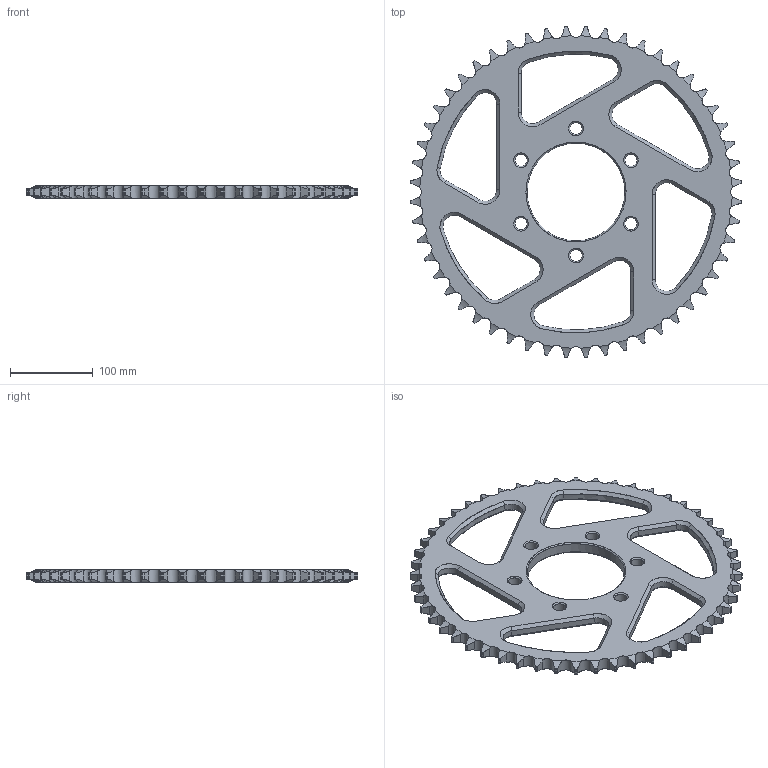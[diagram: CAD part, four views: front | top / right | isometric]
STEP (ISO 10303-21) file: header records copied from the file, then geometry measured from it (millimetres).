
FILE_DESCRIPTION(('FreeCAD Model'),'2;1');
FILE_NAME('Open CASCADE Shape Model','2025-05-03T19:09:05',('FreeCAD'),( 'FreeCAD'),'Open CASCADE STEP processor 7.6','FreeCAD','Unknown');
FILE_SCHEMA(('AUTOMOTIVE_DESIGN { 1 0 10303 214 1 1 1 1 }'));
Products named in the file (1): Open CASCADE STEP translator 7.6 1
Bounding box: 401.14 x 401.14 x 14.77 mm (x, y, z)
Surface area: 183027.3 mm2 (no closed solid volume)
Topology: 0 solids, 557 shells, 557 faces, 3158 edges, 3122 vertices
Faces by surface type: bspline 557
Entity records: 44121 total; most frequent: CARTESIAN_POINT 29403, ORIENTED_EDGE 3158, EDGE_CURVE 3158, VERTEX_POINT 3152, B_SPLINE_CURVE_WITH_KNOTS 2254, FACE_BOUND 583, EDGE_LOOP 583, SHELL_BASED_SURFACE_MODEL 557
